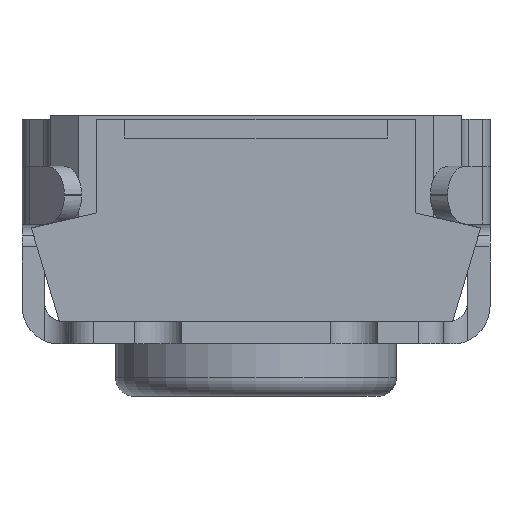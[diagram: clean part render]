
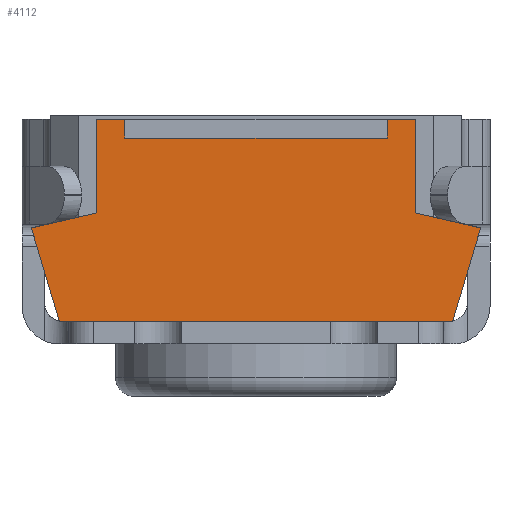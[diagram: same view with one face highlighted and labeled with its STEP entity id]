
A CAD part, left-side view. The second image highlights one B-rep face of the part: STEP entity #4112.
In plain terms, the highlighted planar face has unit normal (-1, 0, 0).
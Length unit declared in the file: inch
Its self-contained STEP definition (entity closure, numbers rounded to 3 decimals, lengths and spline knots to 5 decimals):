
#286=FACE_OUTER_BOUND('',#500,.T.);
#500=EDGE_LOOP('',(#2741,#2742,#2743,#2744,#2745,#2746,#2747,#2748,#2749,
#2750,#2751,#2752));
#735=LINE('',#5996,#1195);
#737=LINE('',#6002,#1197);
#743=LINE('',#6012,#1203);
#744=LINE('',#6015,#1204);
#745=LINE('',#6017,#1205);
#746=LINE('',#6019,#1206);
#747=LINE('',#6021,#1207);
#748=LINE('',#6023,#1208);
#749=LINE('',#6025,#1209);
#750=LINE('',#6027,#1210);
#751=LINE('',#6029,#1211);
#752=LINE('',#6030,#1212);
#1195=VECTOR('',#4758,0.3937);
#1197=VECTOR('',#4762,0.3937);
#1203=VECTOR('',#4774,0.3937);
#1204=VECTOR('',#4777,0.3937);
#1205=VECTOR('',#4778,0.3937);
#1206=VECTOR('',#4779,0.3937);
#1207=VECTOR('',#4780,0.3937);
#1208=VECTOR('',#4781,0.3937);
#1209=VECTOR('',#4782,0.3937);
#1210=VECTOR('',#4783,0.3937);
#1211=VECTOR('',#4784,0.3937);
#1212=VECTOR('',#4785,0.3937);
#1647=VERTEX_POINT('',#5989);
#1650=VERTEX_POINT('',#5994);
#1652=VERTEX_POINT('',#5999);
#1653=VERTEX_POINT('',#6001);
#1655=VERTEX_POINT('',#6014);
#1656=VERTEX_POINT('',#6016);
#1657=VERTEX_POINT('',#6018);
#1658=VERTEX_POINT('',#6020);
#1659=VERTEX_POINT('',#6022);
#1660=VERTEX_POINT('',#6024);
#1661=VERTEX_POINT('',#6026);
#1662=VERTEX_POINT('',#6028);
#2077=EDGE_CURVE('',#1647,#1650,#735,.T.);
#2079=EDGE_CURVE('',#1653,#1652,#737,.T.);
#2085=EDGE_CURVE('',#1652,#1647,#743,.T.);
#2086=EDGE_CURVE('',#1650,#1655,#744,.T.);
#2087=EDGE_CURVE('',#1655,#1656,#745,.T.);
#2088=EDGE_CURVE('',#1656,#1657,#746,.T.);
#2089=EDGE_CURVE('',#1657,#1658,#747,.T.);
#2090=EDGE_CURVE('',#1658,#1659,#748,.T.);
#2091=EDGE_CURVE('',#1659,#1660,#749,.T.);
#2092=EDGE_CURVE('',#1660,#1661,#750,.T.);
#2093=EDGE_CURVE('',#1661,#1662,#751,.T.);
#2094=EDGE_CURVE('',#1662,#1653,#752,.T.);
#2741=ORIENTED_EDGE('',*,*,#2079,.T.);
#2742=ORIENTED_EDGE('',*,*,#2085,.T.);
#2743=ORIENTED_EDGE('',*,*,#2077,.T.);
#2744=ORIENTED_EDGE('',*,*,#2086,.T.);
#2745=ORIENTED_EDGE('',*,*,#2087,.T.);
#2746=ORIENTED_EDGE('',*,*,#2088,.T.);
#2747=ORIENTED_EDGE('',*,*,#2089,.T.);
#2748=ORIENTED_EDGE('',*,*,#2090,.T.);
#2749=ORIENTED_EDGE('',*,*,#2091,.T.);
#2750=ORIENTED_EDGE('',*,*,#2092,.T.);
#2751=ORIENTED_EDGE('',*,*,#2093,.T.);
#2752=ORIENTED_EDGE('',*,*,#2094,.T.);
#3972=PLANE('',#4347);
#4112=ADVANCED_FACE('',(#286),#3972,.T.);
#4347=AXIS2_PLACEMENT_3D('',#6013,#4775,#4776);
#4758=DIRECTION('',(0.,0.,1.));
#4762=DIRECTION('',(0.,0.,-1.));
#4774=DIRECTION('',(0.,1.,0.));
#4775=DIRECTION('center_axis',(-1.,0.,0.));
#4776=DIRECTION('ref_axis',(0.,1.,0.));
#4777=DIRECTION('',(0.,1.,0.));
#4778=DIRECTION('',(0.,0.,-1.));
#4779=DIRECTION('',(0.,0.975,-0.223));
#4780=DIRECTION('',(0.,-0.287,-0.958));
#4781=DIRECTION('',(0.,-1.,0.));
#4782=DIRECTION('',(0.,-0.287,0.958));
#4783=DIRECTION('',(0.,0.975,0.223));
#4784=DIRECTION('',(0.,0.,1.));
#4785=DIRECTION('',(0.,1.,0.));
#5989=CARTESIAN_POINT('',(-0.39291,0.02382,0.00604));
#5994=CARTESIAN_POINT('',(-0.39291,0.02382,0.00997));
#5996=CARTESIAN_POINT('',(-0.39291,0.02382,-0.00262));
#5999=CARTESIAN_POINT('',(-0.39291,-0.0313,0.00604));
#6001=CARTESIAN_POINT('',(-0.39291,-0.0313,0.00997));
#6002=CARTESIAN_POINT('',(-0.39291,-0.0313,-0.00262));
#6012=CARTESIAN_POINT('',(-0.39291,-0.00374,0.00604));
#6013=CARTESIAN_POINT('Origin',(-0.39291,-0.00374,-0.01129));
#6014=CARTESIAN_POINT('',(-0.39291,0.02972,0.00997));
#6015=CARTESIAN_POINT('',(-0.39291,-0.0372,0.00997));
#6016=CARTESIAN_POINT('',(-0.39291,0.02972,-0.00971));
#6017=CARTESIAN_POINT('',(-0.39291,0.02972,0.00997));
#6018=CARTESIAN_POINT('',(-0.39291,0.0435,-0.01286));
#6019=CARTESIAN_POINT('',(-0.39291,0.02972,-0.00971));
#6020=CARTESIAN_POINT('',(-0.39291,0.0376,-0.03255));
#6021=CARTESIAN_POINT('',(-0.39291,0.0435,-0.01286));
#6022=CARTESIAN_POINT('',(-0.39291,-0.04508,-0.03255));
#6023=CARTESIAN_POINT('',(-0.39291,0.0376,-0.03255));
#6024=CARTESIAN_POINT('',(-0.39291,-0.05098,-0.01286));
#6025=CARTESIAN_POINT('',(-0.39291,-0.04508,-0.03255));
#6026=CARTESIAN_POINT('',(-0.39291,-0.0372,-0.00971));
#6027=CARTESIAN_POINT('',(-0.39291,-0.05098,-0.01286));
#6028=CARTESIAN_POINT('',(-0.39291,-0.0372,0.00997));
#6029=CARTESIAN_POINT('',(-0.39291,-0.0372,-0.00971));
#6030=CARTESIAN_POINT('',(-0.39291,-0.0372,0.00997));
